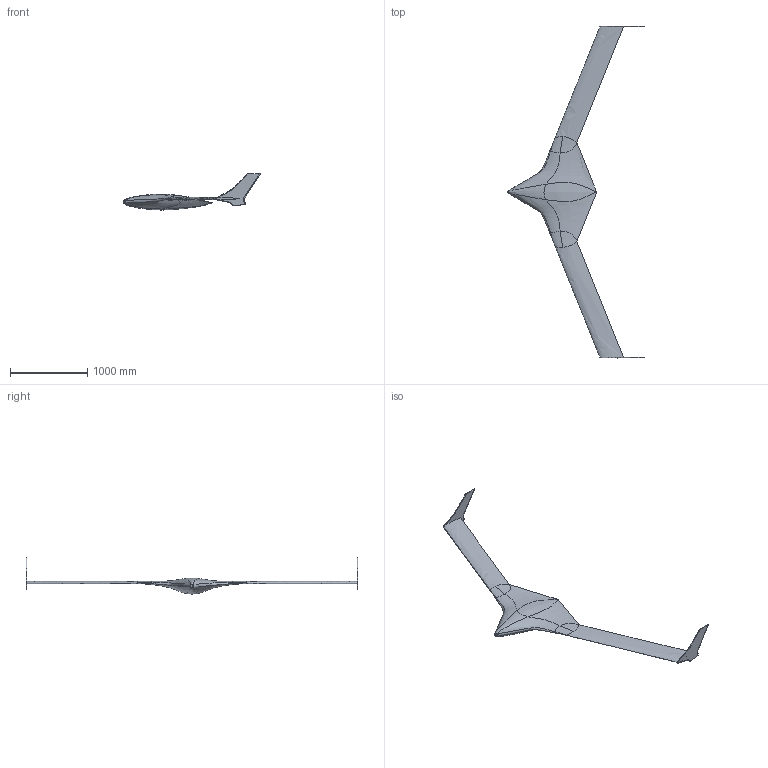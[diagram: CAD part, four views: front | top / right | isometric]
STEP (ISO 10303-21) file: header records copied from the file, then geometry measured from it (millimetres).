
FILE_DESCRIPTION (( 'STEP AP214' ), '1' );
FILE_NAME ('MAD SURF 50prct.STEP', '2015-04-06T14:55:25', ( '' ), ( '' ), 'SwSTEP 2.0', 'SolidWorks 2013', '' );
FILE_SCHEMA (( 'AUTOMOTIVE_DESIGN' ));
Length unit declared in the file: inch
Products named in the file (1): MAD SURF 50prct
Bounding box: 1766.17 x 4287.21 x 465.68 mm (x, y, z)
Volume: 90316645.7 mm3; surface area: 3981726.7 mm2
Topology: 1 solids, 1 shells, 83 faces, 207 edges, 120 vertices
Faces by surface type: bspline 69, plane 14
Entity records: 32408 total; most frequent: CARTESIAN_POINT 30967, ORIENTED_EDGE 402, EDGE_CURVE 201, B_SPLINE_CURVE_WITH_KNOTS 153, VERTEX_POINT 120, DIRECTION 92, ADVANCED_FACE 83, EDGE_LOOP 83
